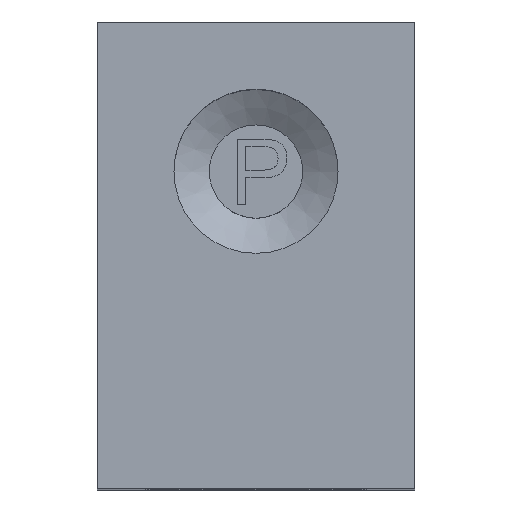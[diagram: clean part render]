
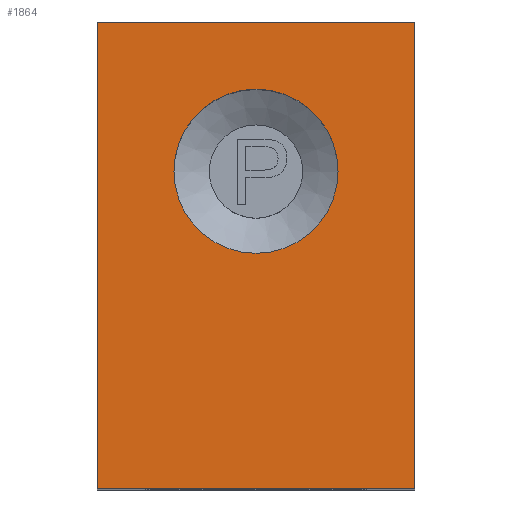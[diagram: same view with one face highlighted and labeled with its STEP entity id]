
A CAD part, top view. The second image highlights one B-rep face of the part: STEP entity #1864.
In plain terms, the highlighted planar face has unit normal (0, 0, 1).
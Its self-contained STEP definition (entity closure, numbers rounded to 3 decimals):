
#1693=CARTESIAN_POINT('',(-0.844,5.458,50.0));
#1694=VERTEX_POINT('',#1693);
#1695=CARTESIAN_POINT('',(-5.244,5.458,50.0));
#1696=DIRECTION('',(0.0,0.0,-1.0));
#1697=DIRECTION('',(1.0,0.0,0.0));
#1698=AXIS2_PLACEMENT_3D('',#1695,#1696,#1697);
#1699=CIRCLE('',#1698,4.4);
#1700=EDGE_CURVE('',#1694,#1694,#1699,.T.);
#1713=CARTESIAN_POINT('',(3.256,13.458,50.0));
#1714=VERTEX_POINT('',#1713);
#1715=CARTESIAN_POINT('',(3.256,-11.542,50.0));
#1716=VERTEX_POINT('',#1715);
#1717=CARTESIAN_POINT('',(3.256,13.458,50.0));
#1718=DIRECTION('',(0.0,-1.0,0.0));
#1719=VECTOR('',#1718,25.0);
#1720=LINE('',#1717,#1719);
#1721=EDGE_CURVE('',#1714,#1716,#1720,.T.);
#1759=CARTESIAN_POINT('',(-13.744,-11.542,50.0));
#1760=VERTEX_POINT('',#1759);
#1761=CARTESIAN_POINT('',(3.256,-11.542,50.0));
#1762=DIRECTION('',(-1.0,0.0,0.0));
#1763=VECTOR('',#1762,17.);
#1764=LINE('',#1761,#1763);
#1765=EDGE_CURVE('',#1716,#1760,#1764,.T.);
#1793=CARTESIAN_POINT('',(-13.744,13.458,50.0));
#1794=VERTEX_POINT('',#1793);
#1795=CARTESIAN_POINT('',(-13.744,-11.542,50.0));
#1796=DIRECTION('',(0.0,1.0,0.0));
#1797=VECTOR('',#1796,25.0);
#1798=LINE('',#1795,#1797);
#1799=EDGE_CURVE('',#1760,#1794,#1798,.T.);
#1830=CARTESIAN_POINT('',(-13.744,13.458,50.0));
#1831=DIRECTION('',(1.0,0.0,0.0));
#1832=VECTOR('',#1831,17.);
#1833=LINE('',#1830,#1832);
#1834=EDGE_CURVE('',#1794,#1714,#1833,.T.);
#1850=CARTESIAN_POINT('',(-5.244,0.958,50.0));
#1851=DIRECTION('',(0.0,0.0,1.0));
#1852=DIRECTION('',(1.0,0.0,0.0));
#1853=AXIS2_PLACEMENT_3D('',#1850,#1851,#1852);
#1854=PLANE('',#1853);
#1855=ORIENTED_EDGE('',*,*,#1721,.F.);
#1856=ORIENTED_EDGE('',*,*,#1834,.F.);
#1857=ORIENTED_EDGE('',*,*,#1799,.F.);
#1858=ORIENTED_EDGE('',*,*,#1765,.F.);
#1859=EDGE_LOOP('',(#1855,#1856,#1857,#1858));
#1860=FACE_OUTER_BOUND('',#1859,.T.);
#1861=ORIENTED_EDGE('',*,*,#1700,.T.);
#1862=EDGE_LOOP('',(#1861));
#1863=FACE_BOUND('',#1862,.T.);
#1864=ADVANCED_FACE('',(#1860,#1863),#1854,.T.);
